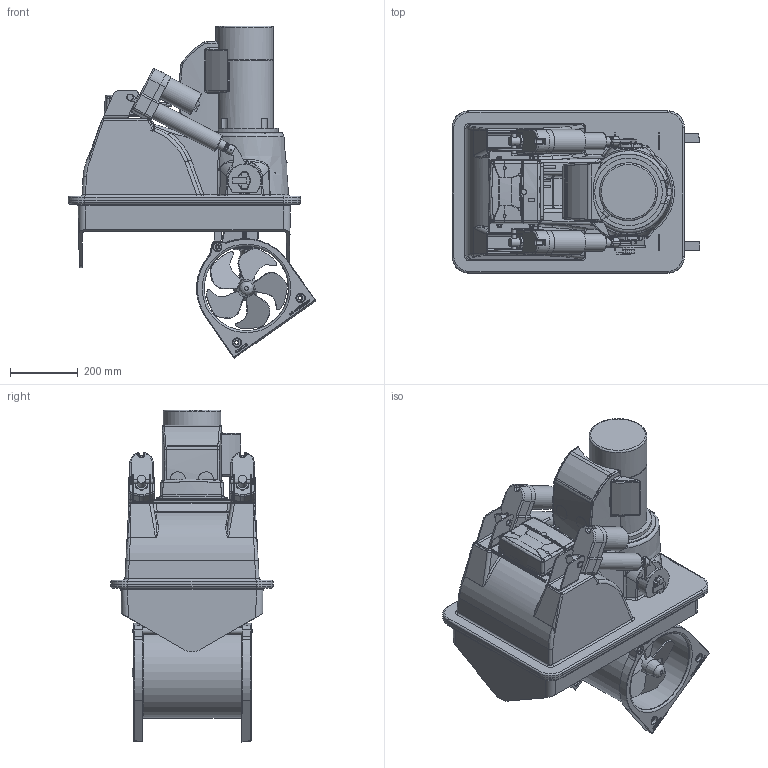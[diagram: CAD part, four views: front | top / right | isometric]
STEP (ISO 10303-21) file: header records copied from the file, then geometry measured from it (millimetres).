
FILE_DESCRIPTION(/* description */ (''),/* implementation_level */ '2;1');
FILE_NAME(/* name */ 'SRV170-250TC (24V) OUT.stp',/* time_stamp */ '2017-08-30T13:07:08+02:00',/* author */ ('elvira'),/* organization */ (''),/* preprocessor_version */ 'ST-DEVELOPER v16.1',/* originating_system */ 'Autodesk Inventor 2016',/* authorisation */ '');
FILE_SCHEMA (('AUTOMOTIVE_DESIGN { 1 0 10303 214 3 1 1 }'));
Products named in the file (1): SRV170-285TC (24V)
Bounding box: 733.02 x 480.2 x 981.69 mm (x, y, z)
Volume: 12864923 mm3; surface area: 3982582.2 mm2
Topology: 5 solids, 23 shells, 4270 faces, 10986 edges, 6760 vertices
Faces by surface type: plane 1673, bspline 1192, cylinder 970, torus 192, cone 158, sphere 85
Full cylindrical faces by diameter (mm): 1 x11, 4 x4, 5 x3, 6 x2, 6.4 x2, 7.5 x1, 10 x6, 10.7 x1, 11 x2, 11.5 x4, 11.95 x2, 12 x4, 12.7 x4, 13 x2, 19.332 x1, 20 x5, 20.92 x1, 23.9 x1, 25 x2, 25.4 x2, 28.5 x4, 29.9 x1, 35 x3, 39 x2, 44 x1, 44.039 x1, 45 x2, 45.076 x3, 47 x2, 47.146 x1
Entity records: 185159 total; most frequent: CARTESIAN_POINT 87676, ORIENTED_EDGE 21199, DIRECTION 17661, EDGE_CURVE 10599, VERTEX_POINT 6666, AXIS2_PLACEMENT_3D 6255, LINE 5151, VECTOR 5151
